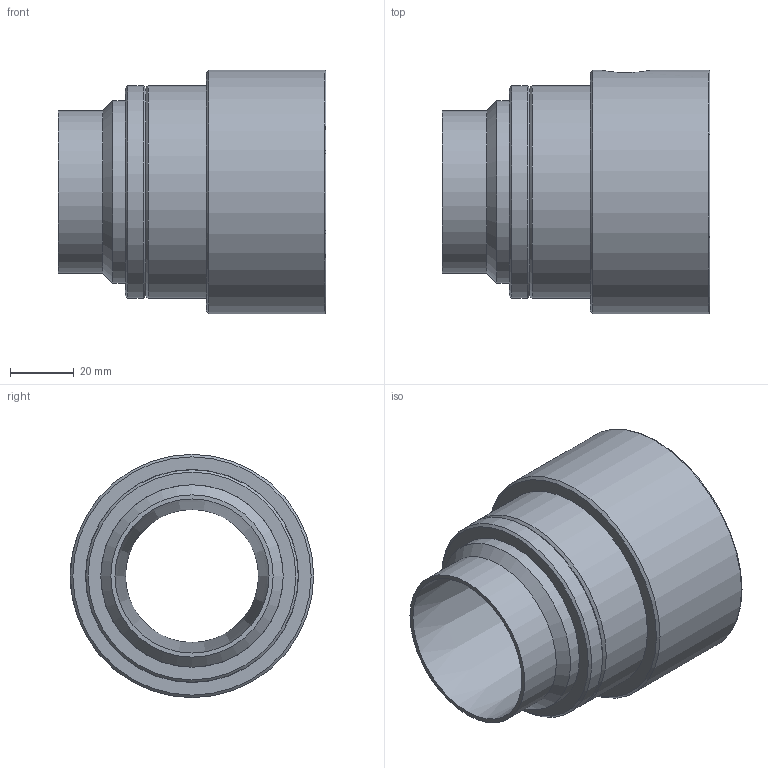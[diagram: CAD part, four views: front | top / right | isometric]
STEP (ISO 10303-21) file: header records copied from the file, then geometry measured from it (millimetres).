
FILE_DESCRIPTION(/* description */ (''),/* implementation_level */ '2;1');
FILE_NAME(/* name */ 'lvs_50_es.stp',/* time_stamp */ '2020-08-31T11:28:02+02:00',/* author */ ('leitheußer'),/* organization */ (''),/* preprocessor_version */ 'ST-DEVELOPER v15.6',/* originating_system */ 'Autodesk Inventor LT ',/* authorisation */ '');
FILE_SCHEMA (('AUTOMOTIVE_DESIGN { 1 0 10303 214 3 1 1 }'));
Length unit declared in the file: millimetre
Products named in the file (1): A15015 - Air Amplifier 51mm
Bounding box: 83.82 x 76.2 x 76.2 mm (x, y, z)
Volume: 142565.9 mm3; surface area: 51881.5 mm2
Topology: 2 solids, 2 shells, 39 faces, 78 edges, 49 vertices
Faces by surface type: cylinder 15, plane 11, cone 10, torus 3
Full cylindrical faces by diameter (mm): 4.917 x1, 15 x1, 44.882 x1, 46.74 x1, 50.8 x3, 53.85 x2, 53.975 x1, 57.112 x1, 57.15 x1, 66.55 x1, 66.67 x1, 76.2 x1
Entity records: 942 total; most frequent: CARTESIAN_POINT 186, DIRECTION 156, EDGE_LOOP 80, ORIENTED_EDGE 80, AXIS2_PLACEMENT_3D 78, FACE_BOUND 41, STYLED_ITEM 41, VERTEX_POINT 40
